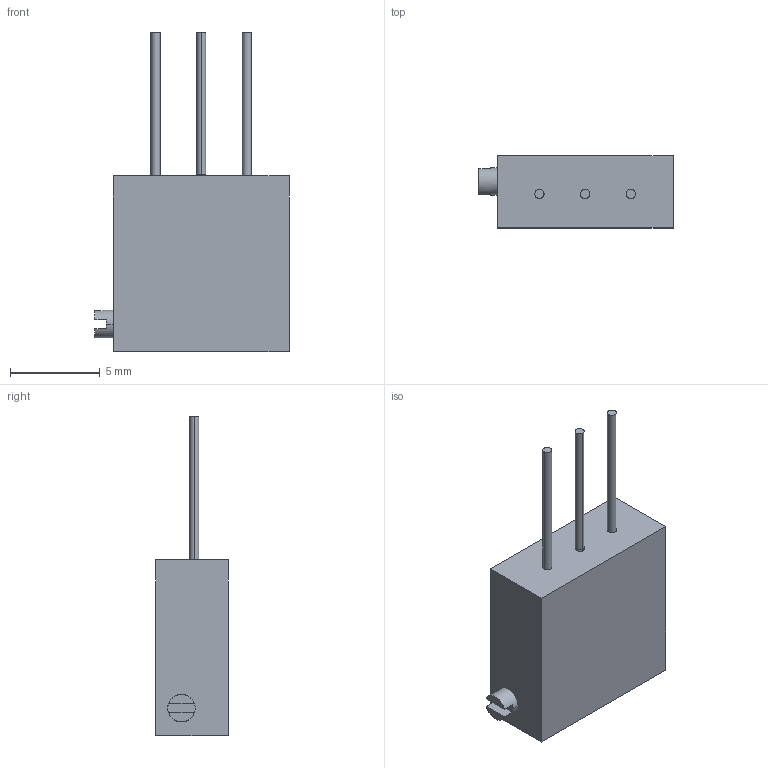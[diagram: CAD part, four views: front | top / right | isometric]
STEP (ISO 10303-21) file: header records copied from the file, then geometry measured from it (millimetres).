
FILE_DESCRIPTION((''),'2;1');
FILE_NAME('31118-40502','2012-10-30T',('stevec'),('Bourns, Inc.'),'PRO/ENGINEER BY PARAMETRIC TECHNOLOGY CORPORATION, 2012230','PRO/ENGINEER BY PARAMETRIC TECHNOLOGY CORPORATION, 2012230','');
FILE_SCHEMA(('CONFIG_CONTROL_DESIGN'));
Length unit declared in the file: inch
Products named in the file (1): 31118-40502
Bounding box: 10.79 x 4.01 x 17.77 mm (x, y, z)
Volume: 388.6 mm3; surface area: 417.4 mm2
Topology: 2 solids, 4 shells, 44 faces, 90 edges, 58 vertices
Faces by surface type: plane 22, cylinder 16, torus 2, cone 2, sphere 2
Entity records: 1232 total; most frequent: CARTESIAN_POINT 238, DIRECTION 210, ORIENTED_EDGE 180, EDGE_CURVE 90, AXIS2_PLACEMENT_3D 82, VERTEX_POINT 58, EDGE_LOOP 48, VECTOR 46
